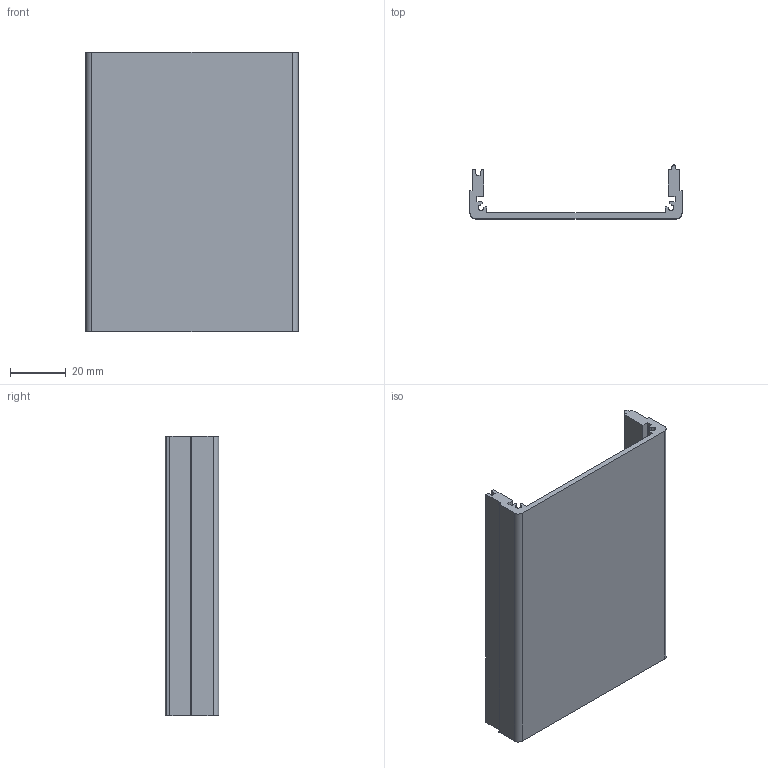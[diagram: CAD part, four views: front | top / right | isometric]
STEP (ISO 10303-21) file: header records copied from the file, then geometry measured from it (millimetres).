
FILE_DESCRIPTION (( 'STEP AP214' ), '1' );
FILE_NAME ('enclosure.STEP', '2019-06-04T12:09:07', ( '' ), ( '' ), 'SwSTEP 2.0', 'SolidWorks 2018', '' );
FILE_SCHEMA (( 'AUTOMOTIVE_DESIGN' ));
Length unit declared in the file: millimetre
Products named in the file (1): enclosure
Bounding box: 76 x 19.2 x 100 mm (x, y, z)
Volume: 27502.3 mm3; surface area: 24462.9 mm2
Topology: 1 solids, 1 shells, 52 faces, 150 edges, 100 vertices
Faces by surface type: plane 33, cylinder 19
Entity records: 1746 total; most frequent: CARTESIAN_POINT 303, ORIENTED_EDGE 300, DIRECTION 294, EDGE_CURVE 150, VECTOR 112, LINE 112, VERTEX_POINT 100, AXIS2_PLACEMENT_3D 91
